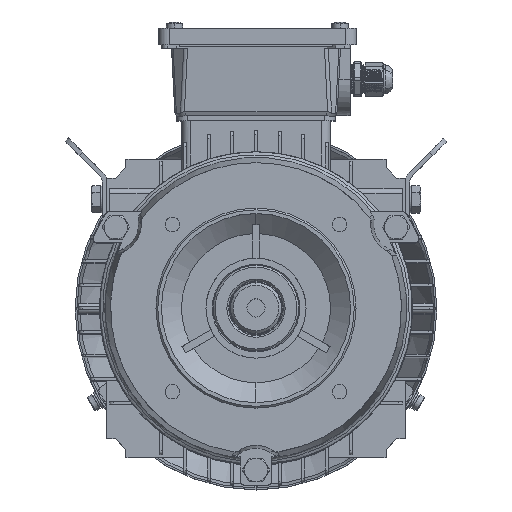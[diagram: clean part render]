
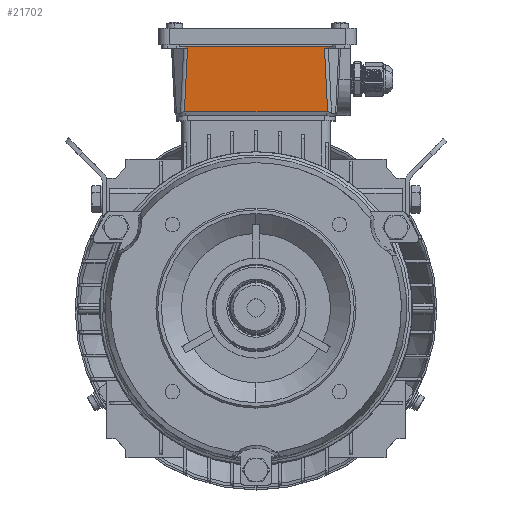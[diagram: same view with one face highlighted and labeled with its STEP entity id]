
A CAD part, top view. The second image highlights one B-rep face of the part: STEP entity #21702.
In plain terms, the highlighted planar face has unit normal (0, -0.05, 0.999).
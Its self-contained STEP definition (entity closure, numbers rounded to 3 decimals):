
#10436 = LINE ( 'NONE', #52427, #124464 ) ;
#11079 = EDGE_CURVE ( 'NONE', #228918, #85592, #360719, .T. ) ;
#12811 = ORIENTED_EDGE ( 'NONE', *, *, #247009, .T. ) ;
#14311 = DIRECTION ( 'NONE',  ( -0.05, 0.998, 0.05 ) ) ;
#15936 = CARTESIAN_POINT ( 'NONE',  ( 29.716, 128.757, 95.251 ) ) ;
#16353 = ORIENTED_EDGE ( 'NONE', *, *, #356345, .T. ) ;
#21702 = ADVANCED_FACE ( 'NONE', ( #137468 ), #236207, .F. ) ;
#21745 = EDGE_CURVE ( 'NONE', #294705, #175354, #132934, .T. ) ;
#23025 = ORIENTED_EDGE ( 'NONE', *, *, #21745, .T. ) ;
#30160 = DIRECTION ( 'NONE',  ( -0.05, -0.998, -0.05 ) ) ;
#32132 = VERTEX_POINT ( 'NONE', #165098 ) ;
#37623 = VECTOR ( 'NONE', #175988, 1000. ) ;
#37646 = VECTOR ( 'NONE', #30160, 1000. ) ;
#47551 = VERTEX_POINT ( 'NONE', #116435 ) ;
#47606 = ORIENTED_EDGE ( 'NONE', *, *, #358565, .F. ) ;
#52427 = CARTESIAN_POINT ( 'NONE',  ( 56.122, 127.78, 95.202 ) ) ;
#57402 = EDGE_CURVE ( 'NONE', #85592, #207967, #273819, .T. ) ;
#59879 = CARTESIAN_POINT ( 'NONE',  ( 30.158, 92.78, 93.452 ) ) ;
#60980 = VECTOR ( 'NONE', #151400, 1000. ) ;
#61593 = ORIENTED_EDGE ( 'NONE', *, *, #11079, .T. ) ;
#74425 = DIRECTION ( 'NONE',  ( -1., 0., 0. ) ) ;
#83027 = CARTESIAN_POINT ( 'NONE',  ( -48.512, 92.998, 93.463 ) ) ;
#84913 = VERTEX_POINT ( 'NONE', #144991 ) ;
#85592 = VERTEX_POINT ( 'NONE', #104318 ) ;
#104318 = CARTESIAN_POINT ( 'NONE',  ( 30.268, 92.783, 93.453 ) ) ;
#106160 = EDGE_CURVE ( 'NONE', #228918, #84913, #195602, .T. ) ;
#114571 = CARTESIAN_POINT ( 'NONE',  ( 29.765, 127.78, 95.202 ) ) ;
#116295 = CARTESIAN_POINT ( 'NONE',  ( 30.194, 92.78, 93.452 ) ) ;
#116435 = CARTESIAN_POINT ( 'NONE',  ( -47.971, 128.757, 95.251 ) ) ;
#124464 = VECTOR ( 'NONE', #167637, 1000. ) ;
#125349 = LINE ( 'NONE', #83027, #37646 ) ;
#126886 = CARTESIAN_POINT ( 'NONE',  ( -44.332, 201.535, 98.89 ) ) ;
#132934 = LINE ( 'NONE', #293872, #290948 ) ;
#137468 = FACE_OUTER_BOUND ( 'NONE', #308718, .T. ) ;
#144991 = CARTESIAN_POINT ( 'NONE',  ( -48.413, 92.78, 93.452 ) ) ;
#147115 = ORIENTED_EDGE ( 'NONE', *, *, #256939, .T. ) ;
#151400 = DIRECTION ( 'NONE',  ( 1., 0., 0. ) ) ;
#155264 = VECTOR ( 'NONE', #341389, 1000. ) ;
#162381 = CARTESIAN_POINT ( 'NONE',  ( -46.773, 127.78, 95.202 ) ) ;
#165098 = CARTESIAN_POINT ( 'NONE',  ( -48.523, 92.783, 93.453 ) ) ;
#167637 = DIRECTION ( 'NONE',  ( 1., 0., 0. ) ) ;
#169046 = CARTESIAN_POINT ( 'NONE',  ( 30.231, 92.781, 93.453 ) ) ;
#170244 = CARTESIAN_POINT ( 'NONE',  ( 30.268, 92.783, 93.453 ) ) ;
#175354 = VERTEX_POINT ( 'NONE', #15936 ) ;
#175988 = DIRECTION ( 'NONE',  ( -1., 0., 0. ) ) ;
#176560 = CARTESIAN_POINT ( 'NONE',  ( 30.158, 92.78, 93.452 ) ) ;
#176610 = VECTOR ( 'NONE', #74425, 1000. ) ;
#176825 = CARTESIAN_POINT ( 'NONE',  ( -48.449, 92.78, 93.452 ) ) ;
#179380 = ORIENTED_EDGE ( 'NONE', *, *, #181151, .T. ) ;
#180814 = CARTESIAN_POINT ( 'NONE',  ( 56.122, 127.78, 95.202 ) ) ;
#181151 = EDGE_CURVE ( 'NONE', #213601, #262827, #337596, .T. ) ;
#188442 = DIRECTION ( 'NONE',  ( 0., -0.999, -0.05 ) ) ;
#195602 = LINE ( 'NONE', #344030, #37623 ) ;
#196046 = CARTESIAN_POINT ( 'NONE',  ( 28.518, 127.78, 95.202 ) ) ;
#201268 = ORIENTED_EDGE ( 'NONE', *, *, #106160, .F. ) ;
#207967 = VERTEX_POINT ( 'NONE', #196046 ) ;
#213601 = VERTEX_POINT ( 'NONE', #340098 ) ;
#215885 = LINE ( 'NONE', #126886, #242255 ) ;
#220559 = LINE ( 'NONE', #271812, #176610 ) ;
#228918 = VERTEX_POINT ( 'NONE', #176560 ) ;
#234410 = CARTESIAN_POINT ( 'NONE',  ( -48.523, 92.783, 93.453 ) ) ;
#236207 = PLANE ( 'NONE',  #254935 ) ;
#242255 = VECTOR ( 'NONE', #323125, 1000. ) ;
#247009 = EDGE_CURVE ( 'NONE', #175354, #47551, #220559, .T. ) ;
#251361 =( BOUNDED_CURVE ( )  B_SPLINE_CURVE ( 3, ( #234410, #319112, #176825, #259013 ),
 .UNSPECIFIED., .F., .F. ) 
 B_SPLINE_CURVE_WITH_KNOTS ( ( 4, 4 ),
 ( 6.103, 6.12 ),
 .UNSPECIFIED. ) 
 CURVE ( )  GEOMETRIC_REPRESENTATION_ITEM ( )  RATIONAL_B_SPLINE_CURVE ( ( 1., 1., 1., 1. ) ) 
 REPRESENTATION_ITEM ( '' )  );
#254935 = AXIS2_PLACEMENT_3D ( 'NONE', #356500, #301254, #188442 ) ;
#256939 = EDGE_CURVE ( 'NONE', #32132, #84913, #251361, .T. ) ;
#259013 = CARTESIAN_POINT ( 'NONE',  ( -48.413, 92.78, 93.452 ) ) ;
#262827 = VERTEX_POINT ( 'NONE', #162381 ) ;
#264198 = ORIENTED_EDGE ( 'NONE', *, *, #57402, .T. ) ;
#271812 = CARTESIAN_POINT ( 'NONE',  ( 56.122, 128.757, 95.251 ) ) ;
#272592 = ORIENTED_EDGE ( 'NONE', *, *, #283687, .T. ) ;
#273819 = LINE ( 'NONE', #283772, #155264 ) ;
#283687 = EDGE_CURVE ( 'NONE', #262827, #32132, #125349, .T. ) ;
#283772 = CARTESIAN_POINT ( 'NONE',  ( 25.158, 194.98, 98.562 ) ) ;
#290948 = VECTOR ( 'NONE', #14311, 1000. ) ;
#293872 = CARTESIAN_POINT ( 'NONE',  ( 26.402, 195.042, 98.566 ) ) ;
#294705 = VERTEX_POINT ( 'NONE', #114571 ) ;
#301254 = DIRECTION ( 'NONE',  ( 0., 0.05, -0.999 ) ) ;
#308718 = EDGE_LOOP ( 'NONE', ( #47606, #179380, #272592, #147115, #201268, #61593, #264198, #16353, #23025, #12811 ) ) ;
#319112 = CARTESIAN_POINT ( 'NONE',  ( -48.486, 92.781, 93.453 ) ) ;
#323125 = DIRECTION ( 'NONE',  ( 0.05, 0.998, 0.05 ) ) ;
#337596 = LINE ( 'NONE', #180814, #60980 ) ;
#340098 = CARTESIAN_POINT ( 'NONE',  ( -48.02, 127.78, 95.202 ) ) ;
#341389 = DIRECTION ( 'NONE',  ( -0.05, 0.998, 0.05 ) ) ;
#344030 = CARTESIAN_POINT ( 'NONE',  ( 56.122, 92.78, 93.452 ) ) ;
#356345 = EDGE_CURVE ( 'NONE', #207967, #294705, #10436, .T. ) ;
#356500 = CARTESIAN_POINT ( 'NONE',  ( 56.122, 196.524, 98.64 ) ) ;
#358565 = EDGE_CURVE ( 'NONE', #213601, #47551, #215885, .T. ) ;
#360719 =( BOUNDED_CURVE ( )  B_SPLINE_CURVE ( 3, ( #59879, #116295, #169046, #170244 ),
 .UNSPECIFIED., .F., .F. ) 
 B_SPLINE_CURVE_WITH_KNOTS ( ( 4, 4 ),
 ( 3.305, 3.321 ),
 .UNSPECIFIED. ) 
 CURVE ( )  GEOMETRIC_REPRESENTATION_ITEM ( )  RATIONAL_B_SPLINE_CURVE ( ( 1., 1., 1., 1. ) ) 
 REPRESENTATION_ITEM ( '' )  );
